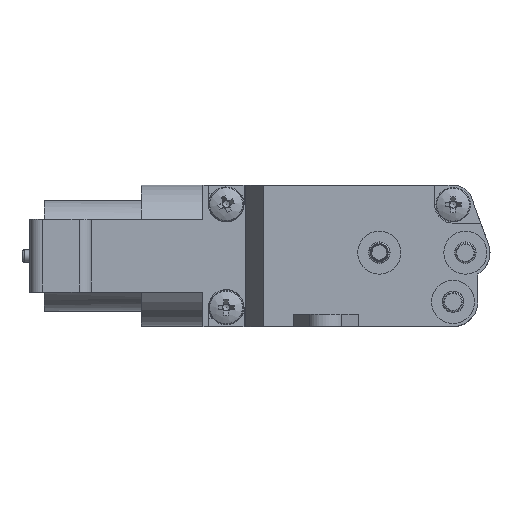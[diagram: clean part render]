
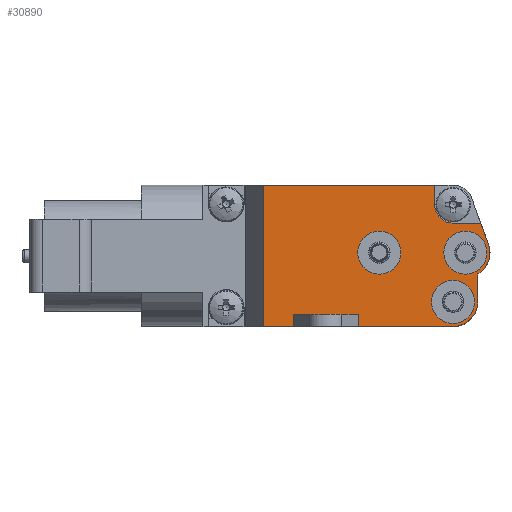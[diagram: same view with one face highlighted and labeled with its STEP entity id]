
A CAD part, top view. The second image highlights one B-rep face of the part: STEP entity #30890.
In plain terms, the highlighted planar face has unit normal (0, 0, 1).
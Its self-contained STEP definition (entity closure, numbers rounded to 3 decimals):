
#1276=FACE_BOUND('',#3429,.T.);
#1277=FACE_BOUND('',#3430,.T.);
#1278=FACE_BOUND('',#3431,.T.);
#1620=FACE_OUTER_BOUND('',#3428,.T.);
#3428=EDGE_LOOP('',(#21382,#21383,#21384,#21385,#21386,#21387,#21388,#21389,
#21390,#21391,#21392,#21393,#21394,#21395,#21396,#21397,#21398,#21399));
#3429=EDGE_LOOP('',(#21400));
#3430=EDGE_LOOP('',(#21401));
#3431=EDGE_LOOP('',(#21402));
#5447=LINE('',#46460,#8631);
#5450=LINE('',#46468,#8634);
#5461=LINE('',#46487,#8645);
#5482=LINE('',#46554,#8666);
#5483=LINE('',#46558,#8667);
#5484=LINE('',#46562,#8668);
#5485=LINE('',#46564,#8669);
#5486=LINE('',#46568,#8670);
#5487=LINE('',#46570,#8671);
#5488=LINE('',#46571,#8672);
#5489=LINE('',#46573,#8673);
#5490=LINE('',#46575,#8674);
#5491=LINE('',#46576,#8675);
#5492=LINE('',#46578,#8676);
#5493=LINE('',#46579,#8677);
#8631=VECTOR('',#36802,15.4);
#8634=VECTOR('',#36807,4.802);
#8645=VECTOR('',#36818,3.);
#8666=VECTOR('',#36863,2.);
#8667=VECTOR('',#36866,4.536);
#8668=VECTOR('',#36869,3.648);
#8669=VECTOR('',#36870,4.504);
#8670=VECTOR('',#36873,3.2);
#8671=VECTOR('',#36874,27.825);
#8672=VECTOR('',#36875,23.);
#8673=VECTOR('',#36876,2.);
#8674=VECTOR('',#36877,3.812);
#8675=VECTOR('',#36878,2.);
#8676=VECTOR('',#36879,2.);
#8677=VECTOR('',#36880,3.812);
#11585=CIRCLE('',#32891,4.);
#11586=CIRCLE('',#32892,4.);
#11587=CIRCLE('',#32893,3.);
#11588=CIRCLE('',#32894,3.5);
#11589=CIRCLE('',#32895,3.5);
#11590=CIRCLE('',#32896,3.5);
#12936=VERTEX_POINT('',#46458);
#12937=VERTEX_POINT('',#46459);
#12940=VERTEX_POINT('',#46465);
#12941=VERTEX_POINT('',#46467);
#12948=VERTEX_POINT('',#46484);
#12949=VERTEX_POINT('',#46486);
#12971=VERTEX_POINT('',#46553);
#12972=VERTEX_POINT('',#46555);
#12973=VERTEX_POINT('',#46557);
#12974=VERTEX_POINT('',#46559);
#12975=VERTEX_POINT('',#46561);
#12976=VERTEX_POINT('',#46563);
#12977=VERTEX_POINT('',#46565);
#12978=VERTEX_POINT('',#46567);
#12979=VERTEX_POINT('',#46569);
#12980=VERTEX_POINT('',#46572);
#12981=VERTEX_POINT('',#46574);
#12982=VERTEX_POINT('',#46577);
#12983=VERTEX_POINT('',#46580);
#12984=VERTEX_POINT('',#46582);
#12985=VERTEX_POINT('',#46584);
#16181=EDGE_CURVE('',#12936,#12937,#5447,.T.);
#16185=EDGE_CURVE('',#12941,#12940,#5450,.T.);
#16196=EDGE_CURVE('',#12949,#12948,#5461,.T.);
#16224=EDGE_CURVE('',#12971,#12936,#5482,.T.);
#16225=EDGE_CURVE('',#12937,#12972,#11585,.T.);
#16226=EDGE_CURVE('',#12972,#12973,#5483,.T.);
#16227=EDGE_CURVE('',#12973,#12974,#11586,.T.);
#16228=EDGE_CURVE('',#12975,#12974,#5484,.T.);
#16229=EDGE_CURVE('',#12975,#12976,#5485,.T.);
#16230=EDGE_CURVE('',#12976,#12977,#11587,.T.);
#16231=EDGE_CURVE('',#12977,#12978,#5486,.T.);
#16232=EDGE_CURVE('',#12978,#12979,#5487,.T.);
#16233=EDGE_CURVE('',#12979,#12941,#5488,.T.);
#16234=EDGE_CURVE('',#12980,#12940,#5489,.T.);
#16235=EDGE_CURVE('',#12980,#12981,#5490,.T.);
#16236=EDGE_CURVE('',#12981,#12949,#5491,.T.);
#16237=EDGE_CURVE('',#12982,#12948,#5492,.T.);
#16238=EDGE_CURVE('',#12982,#12971,#5493,.T.);
#16239=EDGE_CURVE('',#12983,#12983,#11588,.T.);
#16240=EDGE_CURVE('',#12984,#12984,#11589,.T.);
#16241=EDGE_CURVE('',#12985,#12985,#11590,.T.);
#21382=ORIENTED_EDGE('',*,*,#16224,.T.);
#21383=ORIENTED_EDGE('',*,*,#16181,.T.);
#21384=ORIENTED_EDGE('',*,*,#16225,.T.);
#21385=ORIENTED_EDGE('',*,*,#16226,.T.);
#21386=ORIENTED_EDGE('',*,*,#16227,.T.);
#21387=ORIENTED_EDGE('',*,*,#16228,.F.);
#21388=ORIENTED_EDGE('',*,*,#16229,.T.);
#21389=ORIENTED_EDGE('',*,*,#16230,.T.);
#21390=ORIENTED_EDGE('',*,*,#16231,.T.);
#21391=ORIENTED_EDGE('',*,*,#16232,.T.);
#21392=ORIENTED_EDGE('',*,*,#16233,.T.);
#21393=ORIENTED_EDGE('',*,*,#16185,.T.);
#21394=ORIENTED_EDGE('',*,*,#16234,.F.);
#21395=ORIENTED_EDGE('',*,*,#16235,.T.);
#21396=ORIENTED_EDGE('',*,*,#16236,.T.);
#21397=ORIENTED_EDGE('',*,*,#16196,.T.);
#21398=ORIENTED_EDGE('',*,*,#16237,.F.);
#21399=ORIENTED_EDGE('',*,*,#16238,.T.);
#21400=ORIENTED_EDGE('',*,*,#16239,.F.);
#21401=ORIENTED_EDGE('',*,*,#16240,.F.);
#21402=ORIENTED_EDGE('',*,*,#16241,.F.);
#29696=PLANE('',#32890);
#30890=ADVANCED_FACE('',(#1620,#1276,#1277,#1278),#29696,.T.);
#32890=AXIS2_PLACEMENT_3D('',#46552,#36861,#36862);
#32891=AXIS2_PLACEMENT_3D('',#46556,#36864,#36865);
#32892=AXIS2_PLACEMENT_3D('',#46560,#36867,#36868);
#32893=AXIS2_PLACEMENT_3D('',#46566,#36871,#36872);
#32894=AXIS2_PLACEMENT_3D('',#46581,#36881,#36882);
#32895=AXIS2_PLACEMENT_3D('',#46583,#36883,#36884);
#32896=AXIS2_PLACEMENT_3D('',#46585,#36885,#36886);
#36802=DIRECTION('',(1.,0.,0.));
#36807=DIRECTION('',(1.,0.,0.));
#36818=DIRECTION('',(1.,0.,0.));
#36861=DIRECTION('center_axis',(0.,0.,1.));
#36862=DIRECTION('ref_axis',(1.,0.,0.));
#36863=DIRECTION('',(0.,-1.,0.));
#36864=DIRECTION('center_axis',(0.,0.,1.));
#36865=DIRECTION('ref_axis',(1.,0.,0.));
#36866=DIRECTION('',(0.,1.,0.));
#36867=DIRECTION('center_axis',(0.,0.,1.));
#36868=DIRECTION('ref_axis',(1.,0.,0.));
#36869=DIRECTION('',(0.343,-0.939,0.));
#36870=DIRECTION('',(-1.,0.,0.));
#36871=DIRECTION('center_axis',(0.,0.,-1.));
#36872=DIRECTION('ref_axis',(-1.,0.,0.));
#36873=DIRECTION('',(0.,1.,0.));
#36874=DIRECTION('',(-1.,0.,0.));
#36875=DIRECTION('',(0.,-1.,0.));
#36876=DIRECTION('',(0.,-1.,0.));
#36877=DIRECTION('',(1.,0.,0.));
#36878=DIRECTION('',(0.,-1.,0.));
#36879=DIRECTION('',(0.,-1.,0.));
#36880=DIRECTION('',(1.,0.,0.));
#36881=DIRECTION('center_axis',(0.,0.,1.));
#36882=DIRECTION('ref_axis',(1.,0.,0.));
#36883=DIRECTION('center_axis',(0.,0.,1.));
#36884=DIRECTION('ref_axis',(1.,0.,0.));
#36885=DIRECTION('center_axis',(0.,0.,1.));
#36886=DIRECTION('ref_axis',(1.,0.,0.));
#46458=CARTESIAN_POINT('',(9.703,-11.8,2.));
#46459=CARTESIAN_POINT('',(25.103,-11.8,2.));
#46460=CARTESIAN_POINT('',(9.703,-11.8,2.));
#46465=CARTESIAN_POINT('',(-0.92,-11.8,2.));
#46467=CARTESIAN_POINT('',(-5.722,-11.8,2.));
#46468=CARTESIAN_POINT('',(-5.722,-11.8,2.));
#46484=CARTESIAN_POINT('',(5.892,-11.8,2.));
#46486=CARTESIAN_POINT('',(2.892,-11.8,2.));
#46487=CARTESIAN_POINT('',(2.892,-11.8,2.));
#46552=CARTESIAN_POINT('Origin',(25.103,-7.8,2.));
#46553=CARTESIAN_POINT('',(9.703,-9.8,2.));
#46554=CARTESIAN_POINT('',(9.703,-9.8,2.));
#46555=CARTESIAN_POINT('',(29.103,-7.8,2.));
#46556=CARTESIAN_POINT('Origin',(25.103,-7.8,2.));
#46557=CARTESIAN_POINT('',(29.103,-3.264,2.));
#46558=CARTESIAN_POINT('',(29.103,-7.8,2.));
#46559=CARTESIAN_POINT('',(30.86,1.574,2.));
#46560=CARTESIAN_POINT('Origin',(27.103,0.2,2.));
#46561=CARTESIAN_POINT('',(29.607,5.,2.));
#46562=CARTESIAN_POINT('',(29.607,5.,2.));
#46563=CARTESIAN_POINT('',(25.103,5.,2.));
#46564=CARTESIAN_POINT('',(29.607,5.,2.));
#46565=CARTESIAN_POINT('',(22.103,8.,2.));
#46566=CARTESIAN_POINT('Origin',(25.103,8.,2.));
#46567=CARTESIAN_POINT('',(22.103,11.2,2.));
#46568=CARTESIAN_POINT('',(22.103,8.,2.));
#46569=CARTESIAN_POINT('',(-5.722,11.2,2.));
#46570=CARTESIAN_POINT('',(22.103,11.2,2.));
#46571=CARTESIAN_POINT('',(-5.722,11.2,2.));
#46572=CARTESIAN_POINT('',(-0.92,-9.8,2.));
#46573=CARTESIAN_POINT('',(-0.92,-9.8,2.));
#46574=CARTESIAN_POINT('',(2.892,-9.8,2.));
#46575=CARTESIAN_POINT('',(-0.92,-9.8,2.));
#46576=CARTESIAN_POINT('',(2.892,-9.8,2.));
#46577=CARTESIAN_POINT('',(5.892,-9.8,2.));
#46578=CARTESIAN_POINT('',(5.892,-9.8,2.));
#46579=CARTESIAN_POINT('',(5.892,-9.8,2.));
#46580=CARTESIAN_POINT('',(16.603,0.2,2.));
#46581=CARTESIAN_POINT('Origin',(13.103,0.2,2.));
#46582=CARTESIAN_POINT('',(30.603,0.2,2.));
#46583=CARTESIAN_POINT('Origin',(27.103,0.2,2.));
#46584=CARTESIAN_POINT('',(28.603,-7.8,2.));
#46585=CARTESIAN_POINT('Origin',(25.103,-7.8,2.));
